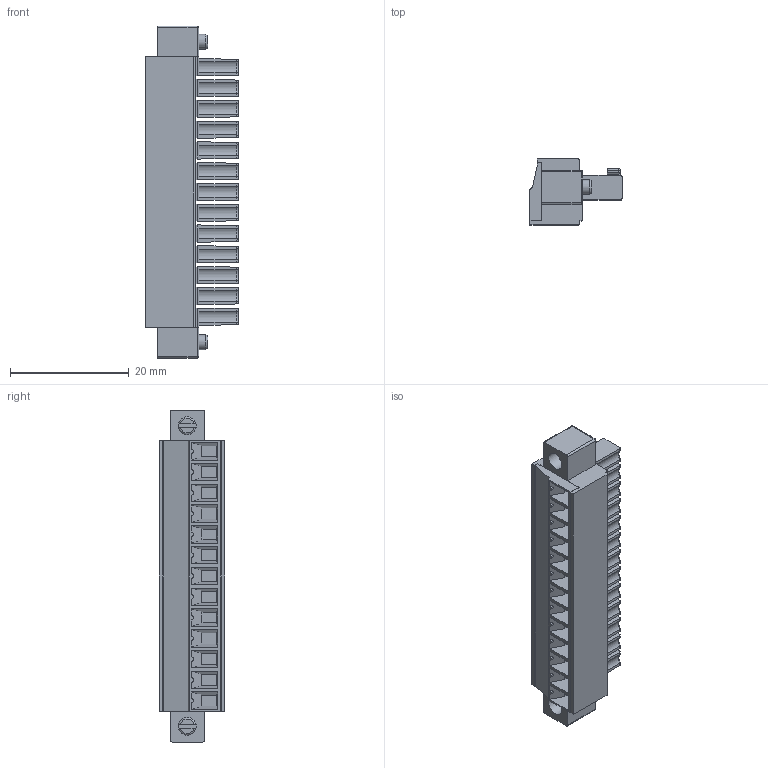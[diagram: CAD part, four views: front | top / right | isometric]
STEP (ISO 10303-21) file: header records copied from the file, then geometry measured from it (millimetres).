
FILE_DESCRIPTION(('STEP AP214'),'1');
FILE_NAME('SH07-7-K.stp','2018-11-19T11:12:37',(' '),(' '),'Spatial InterOp 3D',' ',' ');
FILE_SCHEMA(('AUTOMOTIVE_DESIGN { 1 0 10303 214 1 1 1 1 }'));
Length unit declared in the file: metre
Products named in the file (1): 1
Bounding box: 15.5 x 11.1 x 55.9 mm (x, y, z)
Volume: 4564.4 mm3; surface area: 5469.4 mm2
Topology: 1 solids, 1 shells, 1037 faces, 2747 edges, 1749 vertices
Faces by surface type: plane 691, cylinder 244, cone 41, torus 31, sphere 30
Full cylindrical faces by diameter (mm): 1.2 x13, 1.8 x6, 2.5 x2, 2.8 x13, 3 x15
Entity records: 39445 total; most frequent: CARTESIAN_POINT 5991, ORIENTED_EDGE 5150, DIRECTION 5133, EDGE_CURVE 2575, LINE 1909, VECTOR 1909, VERTEX_POINT 1697, AXIS2_PLACEMENT_3D 1612
